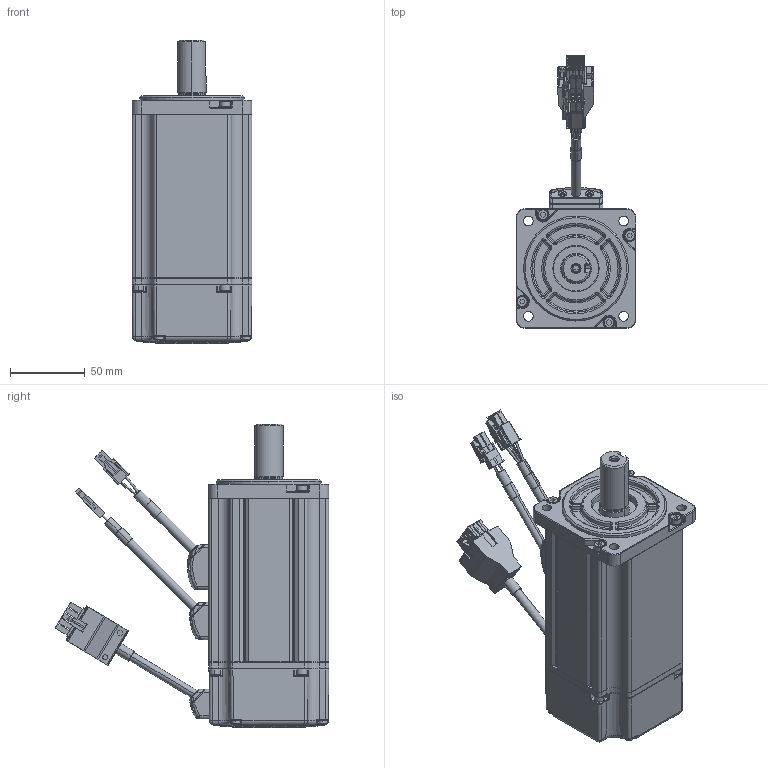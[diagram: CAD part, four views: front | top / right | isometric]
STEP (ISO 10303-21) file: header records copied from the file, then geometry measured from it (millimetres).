
FILE_DESCRIPTION (( 'STEP AP203' ), '1' );
FILE_NAME ('80-550W-B.STEP', '2015-05-07T07:39:04', ( '' ), ( '' ), 'SwSTEP 2.0', 'SolidWorks 2012', '' );
FILE_SCHEMA (( 'CONFIG_CONTROL_DESIGN' ));
Length unit declared in the file: millimetre
Products named in the file (1): 80-550W-B
Bounding box: 80 x 182.67 x 202.8 mm (x, y, z)
Surface area: 98567.4 mm2 (no closed solid volume)
Topology: 0 solids, 67 shells, 1378 faces, 4118 edges, 2770 vertices
Faces by surface type: plane 589, cylinder 393, bspline 155, cone 104, torus 97, sphere 40
Entity records: 53449 total; most frequent: CARTESIAN_POINT 17396, DIRECTION 7474, ORIENTED_EDGE 6973, EDGE_CURVE 4109, VERTEX_POINT 2770, AXIS2_PLACEMENT_3D 2579, LINE 2316, VECTOR 2316
